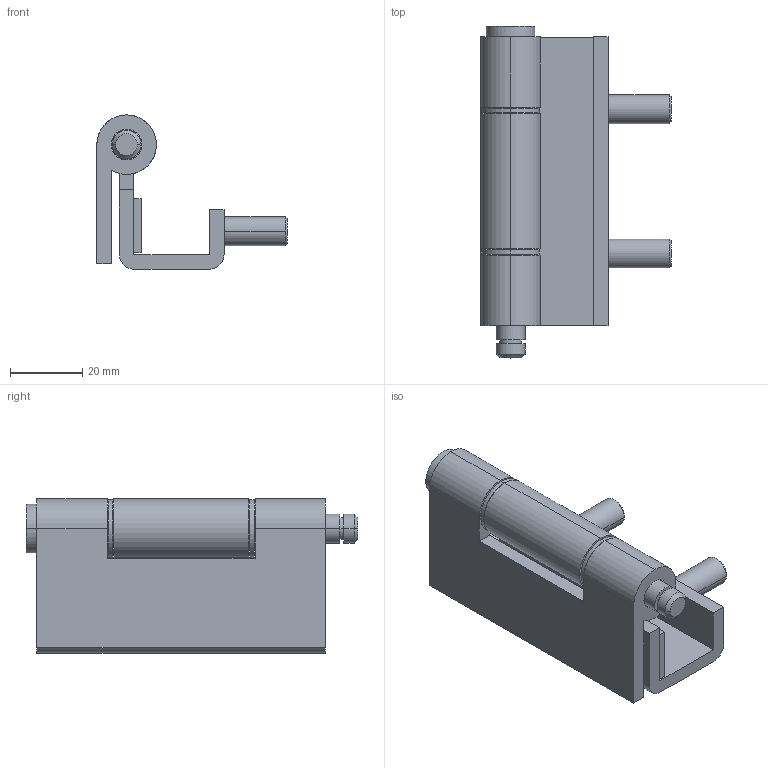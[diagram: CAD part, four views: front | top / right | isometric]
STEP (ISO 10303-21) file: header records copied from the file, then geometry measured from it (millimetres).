
FILE_DESCRIPTION (( 'STEP AP203' ), '1' );
FILE_NAME ('B-1063-1.STEP', '2009-02-26T01:03:45', ( ' ' ), ( ' ' ), 'SwSTEP 2.0', 'SolidWorks 2007', '' );
FILE_SCHEMA (( 'CONFIG_CONTROL_DESIGN' ));
Length unit declared in the file: millimetre
Products named in the file (7): B-1063-1; B-1063-1僸儞僕A__棉太倌; B-1063-1嵗嬥__棉太倌; B-1063-1僔儍僼僩__棉太倌; B-1063-1僸儞僕B__棉太倌; B-1063-1僋僢僔儑儞__棉太倌; B-1063-1儃儖僩__棉太倌
Assembly tree (8 placements, depth 2):
  B-1063-1
    B-1063-1僸儞僕B__棉太倌
    B-1063-1嵗嬥__棉太倌  x2
    B-1063-1僋僢僔儑儞__棉太倌
    B-1063-1儃儖僩__棉太倌  x2
    B-1063-1僔儍僼僩__棉太倌
    B-1063-1僸儞僕A__棉太倌
Bounding box: 52.75 x 92 x 42.75 mm (x, y, z)
Volume: 48965.1 mm3; surface area: 29597.3 mm2
Topology: 8 solids, 8 shells, 86 faces, 195 edges, 128 vertices
Faces by surface type: cylinder 40, plane 40, cone 6
Entity records: 2966 total; most frequent: DIRECTION 415, CARTESIAN_POINT 372, ORIENTED_EDGE 346, EDGE_CURVE 173, AXIS2_PLACEMENT_3D 157, VERTEX_POINT 114, LINE 101, VECTOR 101
